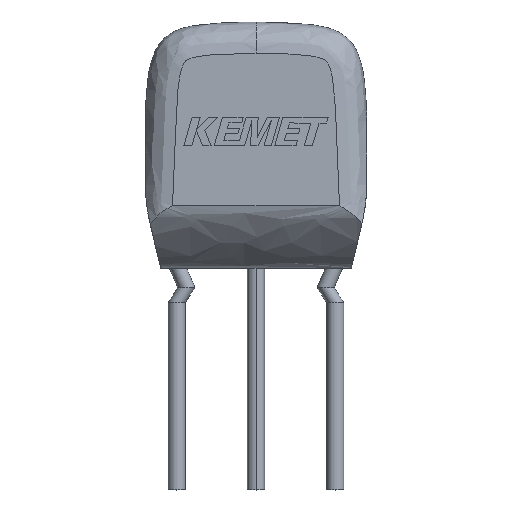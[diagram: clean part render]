
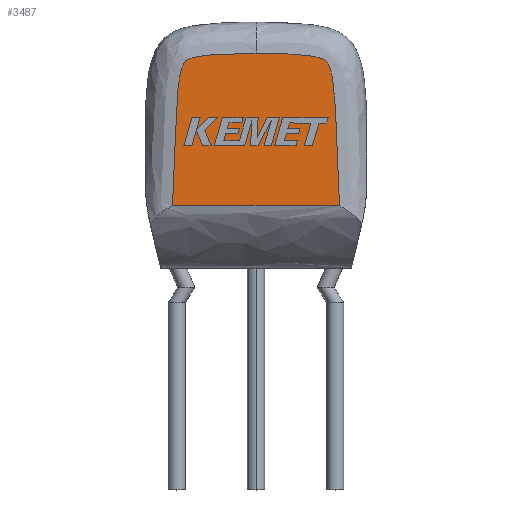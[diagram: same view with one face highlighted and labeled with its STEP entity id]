
A CAD part, top view. The second image highlights one B-rep face of the part: STEP entity #3487.
In plain terms, the highlighted planar face has unit normal (0, 0, 1).
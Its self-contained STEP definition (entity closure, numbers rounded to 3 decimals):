
#30 = CARTESIAN_POINT ( 'NONE',  ( -1.9, 2.699, 4.8 ) ) ;
#80 = CARTESIAN_POINT ( 'NONE',  ( -2.293, 2.521, 4.8 ) ) ;
#97 = CARTESIAN_POINT ( 'NONE',  ( -0.586, 2.802, 4.8 ) ) ;
#154 = ORIENTED_EDGE ( 'NONE', *, *, #3276, .T. ) ;
#376 = CARTESIAN_POINT ( 'NONE',  ( 2.212, 2.595, 4.8 ) ) ;
#414 = CARTESIAN_POINT ( 'NONE',  ( -2.551, 1.102, 4.8 ) ) ;
#432 = VERTEX_POINT ( 'NONE', #3135 ) ;
#704 = CARTESIAN_POINT ( 'NONE',  ( 2.62, -0.639, 4.8 ) ) ;
#721 = CARTESIAN_POINT ( 'NONE',  ( 2.519, 1.536, 4.8 ) ) ;
#741 = CARTESIAN_POINT ( 'NONE',  ( 2.311, 2.489, 4.8 ) ) ;
#757 = CARTESIAN_POINT ( 'NONE',  ( 2.113, 2.644, 4.8 ) ) ;
#794 = CARTESIAN_POINT ( 'NONE',  ( 0., 2.813, 4.8 ) ) ;
#808 = B_SPLINE_CURVE_WITH_KNOTS ( 'NONE', 3,
 ( #2919, #4451, #704, #2198, #4834, #2553, #721, #1492, #1069, #4058, #2938, #2956, #741, #1852, #2217, #376, #757, #3354, #1124, #2943, #1839, #2221, #4119, #2568, #3325 ),
 .UNSPECIFIED., .F., .F.,
 ( 4, 1, 2, 2, 2, 2, 2, 2, 2, 2, 2, 2, 4 ),
 ( 0., 0.002, 0.003, 0.003, 0.004, 0.004, 0.005, 0.005, 0.005, 0.005, 0.005, 0.006, 0.007 ),
 .UNSPECIFIED. ) ;
#814 = CARTESIAN_POINT ( 'NONE',  ( -2.113, 2.644, 4.8 ) ) ;
#1002 = VERTEX_POINT ( 'NONE', #4558 ) ;
#1069 = CARTESIAN_POINT ( 'NONE',  ( 2.467, 1.968, 4.8 ) ) ;
#1124 = CARTESIAN_POINT ( 'NONE',  ( 1.9, 2.699, 4.8 ) ) ;
#1145 = CARTESIAN_POINT ( 'NONE',  ( -2.213, 2.595, 4.8 ) ) ;
#1176 = CARTESIAN_POINT ( 'NONE',  ( -2.467, 1.968, 4.8 ) ) ;
#1481 = CARTESIAN_POINT ( 'NONE',  ( 0.893, -2.089, 4.8 ) ) ;
#1492 = CARTESIAN_POINT ( 'NONE',  ( 2.506, 1.681, 4.8 ) ) ;
#1539 = CARTESIAN_POINT ( 'NONE',  ( -2.042, 2.665, 4.8 ) ) ;
#1553 = CARTESIAN_POINT ( 'NONE',  ( -2.506, 1.681, 4.8 ) ) ;
#1776 = EDGE_CURVE ( 'NONE', #1002, #2856, #3233, .T. ) ;
#1813 = FACE_OUTER_BOUND ( 'NONE', #2829, .T. ) ;
#1839 = CARTESIAN_POINT ( 'NONE',  ( 1.465, 2.767, 4.8 ) ) ;
#1852 = CARTESIAN_POINT ( 'NONE',  ( 2.293, 2.521, 4.8 ) ) ;
#1877 = CARTESIAN_POINT ( 'NONE',  ( -2.68, -2.089, 4.8 ) ) ;
#1884 = CARTESIAN_POINT ( 'NONE',  ( -2.656, -1.509, 4.8 ) ) ;
#2161 = PLANE ( 'NONE',  #4154 ) ;
#2198 = CARTESIAN_POINT ( 'NONE',  ( 2.584, 0.232, 4.8 ) ) ;
#2217 = CARTESIAN_POINT ( 'NONE',  ( 2.244, 2.576, 4.8 ) ) ;
#2221 = CARTESIAN_POINT ( 'NONE',  ( 1.172, 2.78, 4.8 ) ) ;
#2253 = CARTESIAN_POINT ( 'NONE',  ( -0.293, 2.807, 4.8 ) ) ;
#2548 = CARTESIAN_POINT ( 'NONE',  ( -2.769, 3.425, 4.8 ) ) ;
#2553 = CARTESIAN_POINT ( 'NONE',  ( 2.551, 1.102, 4.8 ) ) ;
#2568 = CARTESIAN_POINT ( 'NONE',  ( 0.293, 2.807, 4.8 ) ) ;
#2578 = DIRECTION ( 'NONE',  ( 0., 0., 1. ) ) ;
#2618 = CARTESIAN_POINT ( 'NONE',  ( -1.172, 2.78, 4.8 ) ) ;
#2646 = CARTESIAN_POINT ( 'NONE',  ( -2.311, 2.488, 4.8 ) ) ;
#2829 = EDGE_LOOP ( 'NONE', ( #154, #4355, #4764 ) ) ;
#2856 = VERTEX_POINT ( 'NONE', #4631 ) ;
#2875 = CARTESIAN_POINT ( 'NONE',  ( 2.68, -2.089, 4.8 ) ) ;
#2919 = CARTESIAN_POINT ( 'NONE',  ( 2.68, -2.089, 4.8 ) ) ;
#2938 = CARTESIAN_POINT ( 'NONE',  ( 2.383, 2.321, 4.8 ) ) ;
#2943 = CARTESIAN_POINT ( 'NONE',  ( 1.828, 2.712, 4.8 ) ) ;
#2956 = CARTESIAN_POINT ( 'NONE',  ( 2.36, 2.391, 4.8 ) ) ;
#2985 = DIRECTION ( 'NONE',  ( 1., 0., 0. ) ) ;
#2988 = CARTESIAN_POINT ( 'NONE',  ( -2.62, -0.639, 4.8 ) ) ;
#3009 = CARTESIAN_POINT ( 'NONE',  ( -2.559, 0.811, 4.8 ) ) ;
#3026 = CARTESIAN_POINT ( 'NONE',  ( -1.465, 2.767, 4.8 ) ) ;
#3039 = CARTESIAN_POINT ( 'NONE',  ( -2.36, 2.39, 4.8 ) ) ;
#3056 = CARTESIAN_POINT ( 'NONE',  ( -1.828, 2.712, 4.8 ) ) ;
#3135 = CARTESIAN_POINT ( 'NONE',  ( 0., 2.813, 4.8 ) ) ;
#3142 = EDGE_CURVE ( 'NONE', #432, #1002, #4265, .T. ) ;
#3233 = B_SPLINE_CURVE_WITH_KNOTS ( 'NONE', 3,
 ( #1877, #3721, #1481, #2875 ),
 .UNSPECIFIED., .F., .F.,
 ( 4, 4 ),
 ( 0.118, 0.882 ),
 .UNSPECIFIED. ) ;
#3276 = EDGE_CURVE ( 'NONE', #2856, #432, #808, .T. ) ;
#3325 = CARTESIAN_POINT ( 'NONE',  ( 0., 2.813, 4.8 ) ) ;
#3354 = CARTESIAN_POINT ( 'NONE',  ( 2.042, 2.665, 4.8 ) ) ;
#3401 = CARTESIAN_POINT ( 'NONE',  ( -2.442, 2.11, 4.8 ) ) ;
#3487 = ADVANCED_FACE ( 'NONE', ( #1813 ), #2161, .T. ) ;
#3721 = CARTESIAN_POINT ( 'NONE',  ( -0.893, -2.089, 4.8 ) ) ;
#3779 = CARTESIAN_POINT ( 'NONE',  ( -2.244, 2.575, 4.8 ) ) ;
#3797 = CARTESIAN_POINT ( 'NONE',  ( -2.383, 2.32, 4.8 ) ) ;
#3814 = CARTESIAN_POINT ( 'NONE',  ( -2.519, 1.536, 4.8 ) ) ;
#4058 = CARTESIAN_POINT ( 'NONE',  ( 2.442, 2.111, 4.8 ) ) ;
#4119 = CARTESIAN_POINT ( 'NONE',  ( 0.586, 2.802, 4.8 ) ) ;
#4154 = AXIS2_PLACEMENT_3D ( 'NONE', #2548, #2578, #2985 ) ;
#4162 = CARTESIAN_POINT ( 'NONE',  ( -2.68, -2.089, 4.8 ) ) ;
#4194 = CARTESIAN_POINT ( 'NONE',  ( -2.584, 0.231, 4.8 ) ) ;
#4265 = B_SPLINE_CURVE_WITH_KNOTS ( 'NONE', 3,
 ( #794, #2253, #97, #2618, #3026, #3056, #30, #1539, #814, #1145, #3779, #80, #2646, #3039, #3797, #3401, #1176, #1553, #3814, #414, #3009, #4194, #2988, #1884, #4162 ),
 .UNSPECIFIED., .F., .F.,
 ( 4, 2, 2, 2, 2, 2, 2, 2, 2, 2, 2, 1, 4 ),
 ( 0., 0.001, 0.002, 0.002, 0.002, 0.002, 0.002, 0.003, 0.003, 0.004, 0.004, 0.005, 0.007 ),
 .UNSPECIFIED. ) ;
#4355 = ORIENTED_EDGE ( 'NONE', *, *, #3142, .T. ) ;
#4451 = CARTESIAN_POINT ( 'NONE',  ( 2.656, -1.509, 4.8 ) ) ;
#4558 = CARTESIAN_POINT ( 'NONE',  ( -2.68, -2.089, 4.8 ) ) ;
#4631 = CARTESIAN_POINT ( 'NONE',  ( 2.68, -2.089, 4.8 ) ) ;
#4764 = ORIENTED_EDGE ( 'NONE', *, *, #1776, .T. ) ;
#4834 = CARTESIAN_POINT ( 'NONE',  ( 2.559, 0.812, 4.8 ) ) ;
